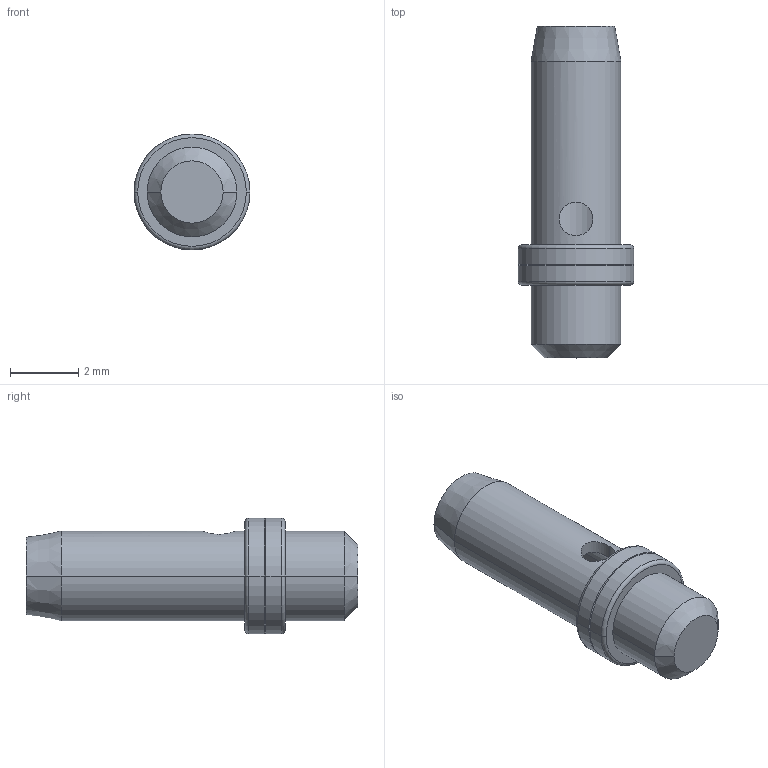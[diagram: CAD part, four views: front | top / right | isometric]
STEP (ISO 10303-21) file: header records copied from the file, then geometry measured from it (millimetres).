
FILE_DESCRIPTION((''),'2;1');
FILE_NAME('00110430102','2019-09-05T',('presta_be4'),(''),'PRO/ENGINEER BY PARAMETRIC TECHNOLOGY CORPORATION, 2014310','PRO/ENGINEER BY PARAMETRIC TECHNOLOGY CORPORATION, 2014310','');
FILE_SCHEMA(('CONFIG_CONTROL_DESIGN'));
Length unit declared in the file: millimetre
Products named in the file (1): 00110430102
Bounding box: 3.39 x 9.71 x 3.39 mm (x, y, z)
Volume: 35.6 mm3; surface area: 137.8 mm2
Topology: 1 solids, 1 shells, 32 faces, 66 edges, 37 vertices
Faces by surface type: cylinder 12, cone 12, plane 4, torus 4
Entity records: 1052 total; most frequent: CARTESIAN_POINT 323, DIRECTION 160, ORIENTED_EDGE 128, AXIS2_PLACEMENT_3D 68, EDGE_CURVE 64, VERTEX_POINT 37, EDGE_LOOP 37, CIRCLE 36
